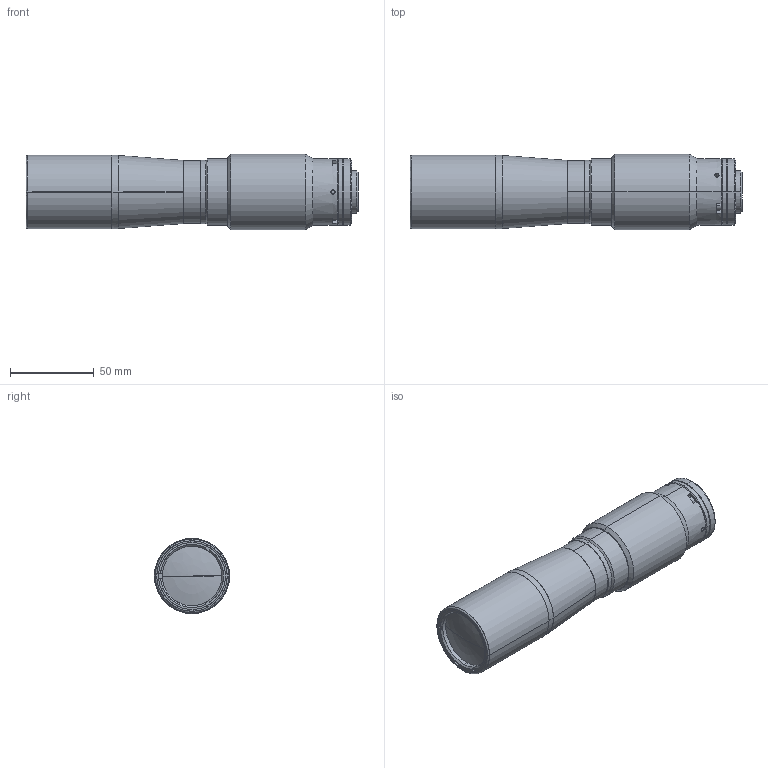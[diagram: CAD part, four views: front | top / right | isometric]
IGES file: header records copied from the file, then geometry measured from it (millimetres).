
Start section: SolidWorks IGES file using analytic representation for surfaces
Global section: file name: TC4M024HR-C.IGS; native system: SolidWorks 2013; preprocessor: SolidWorks 2013; author: piermario; date: 140604.101245; units: millimetre
Bounding box: 198.48 x 45 x 45 mm (x, y, z)
Surface area: 36634.1 mm2 (no closed solid volume)
Topology: 0 solids, 0 shells, 112 faces, 1994 edges, 1993 vertices
Faces by surface type: revolution 68, bspline 44
